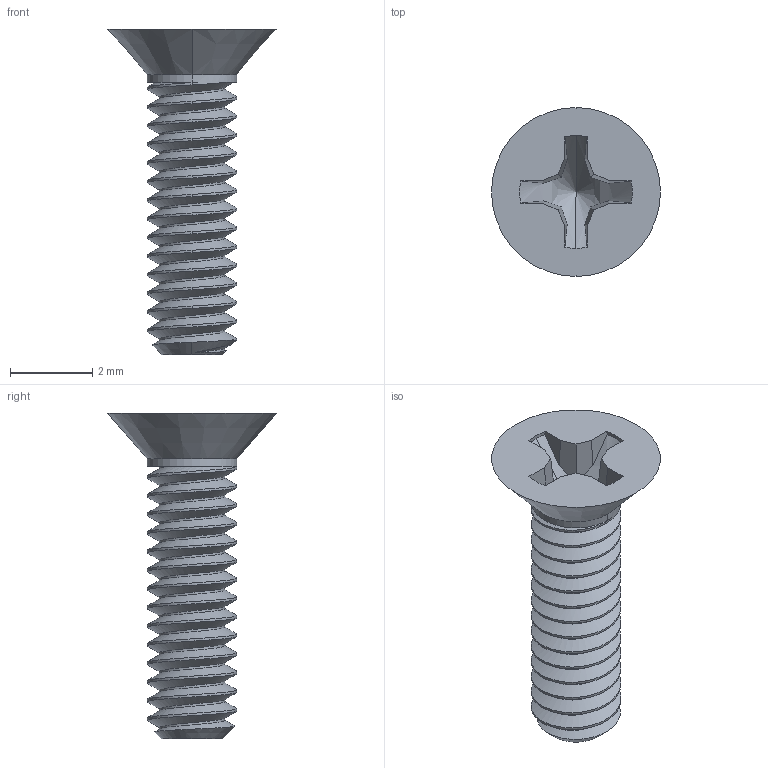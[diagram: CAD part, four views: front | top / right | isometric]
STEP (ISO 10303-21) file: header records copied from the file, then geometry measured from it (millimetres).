
FILE_DESCRIPTION (( 'STEP AP203' ), '1' );
FILE_NAME ('91771A078_Passivated 18-8 Stainless Steel Phillips Flat Head Screw.STEP', '2023-06-22T14:27:24', ( 'Administrator' ), ( 'Managed by Terraform' ), 'SwSTEP 2.0', 'SolidWorks 2017', '' );
FILE_SCHEMA (( 'CONFIG_CONTROL_DESIGN' ));
Length unit declared in the file: inch
Products named in the file (1): 91771A078_Passivated 18-8 Stainless Steel Phillips Flat Head Screw
Bounding box: 4.11 x 4.11 x 7.94 mm (x, y, z)
Volume: 26.1 mm3; surface area: 106.4 mm2
Topology: 1 solids, 1 shells, 65 faces, 186 edges, 122 vertices
Faces by surface type: cylinder 37, plane 19, cone 6, bspline 3
Entity records: 4023 total; most frequent: CARTESIAN_POINT 2493, ORIENTED_EDGE 368, DIRECTION 243, EDGE_CURVE 184, VERTEX_POINT 122, AXIS2_PLACEMENT_3D 88, LINE 67, VECTOR 67
